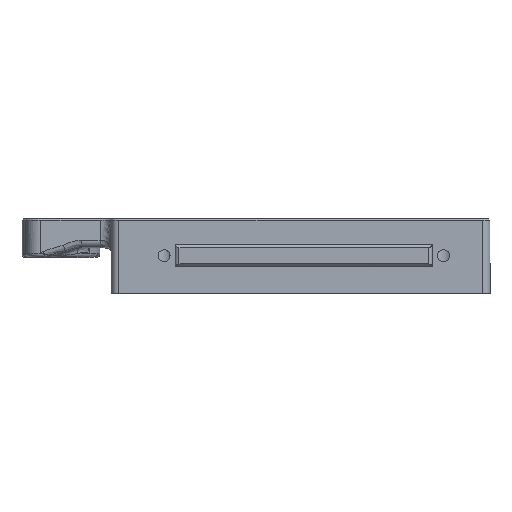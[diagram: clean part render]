
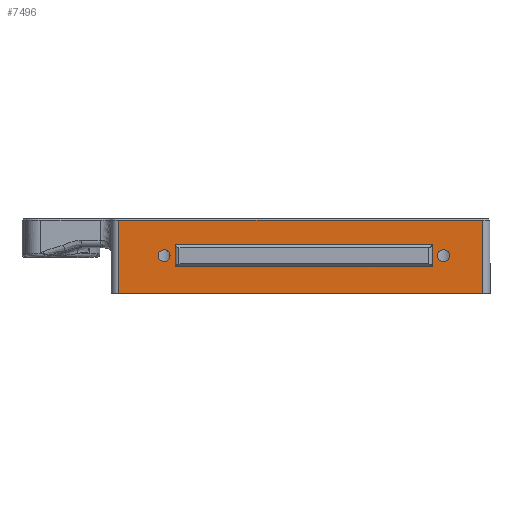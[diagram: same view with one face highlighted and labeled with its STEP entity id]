
A CAD part, top view. The second image highlights one B-rep face of the part: STEP entity #7496.
In plain terms, the highlighted planar face has unit normal (0, 0, 1).
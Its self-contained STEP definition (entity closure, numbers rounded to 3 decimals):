
#53=FACE_BOUND('',#1394,.T.);
#54=FACE_BOUND('',#1395,.T.);
#55=FACE_BOUND('',#1396,.T.);
#529=PLANE('',#8261);
#950=FACE_OUTER_BOUND('',#1393,.T.);
#1393=EDGE_LOOP('',(#6978,#6979,#6980,#6981));
#1394=EDGE_LOOP('',(#6982));
#1395=EDGE_LOOP('',(#6983,#6984,#6985,#6986));
#1396=EDGE_LOOP('',(#6987));
#1620=CIRCLE('',#7875,1.6);
#1658=CIRCLE('',#7978,1.6);
#1968=LINE('',#13126,#2611);
#1975=LINE('',#13146,#2618);
#1991=LINE('',#13193,#2634);
#1992=LINE('',#13197,#2635);
#2068=LINE('',#13410,#2711);
#2094=LINE('',#13483,#2737);
#2351=LINE('',#14097,#2994);
#2352=LINE('',#14099,#2995);
#2611=VECTOR('',#9196,10.);
#2618=VECTOR('',#9217,10.);
#2634=VECTOR('',#9265,10.);
#2635=VECTOR('',#9272,10.);
#2711=VECTOR('',#9508,10.);
#2737=VECTOR('',#9588,10.);
#2994=VECTOR('',#10405,10.);
#2995=VECTOR('',#10408,10.);
#3497=VERTEX_POINT('',#13122);
#3498=VERTEX_POINT('',#13124);
#3503=VERTEX_POINT('',#13143);
#3504=VERTEX_POINT('',#13145);
#3518=VERTEX_POINT('',#13191);
#3519=VERTEX_POINT('',#13192);
#3520=VERTEX_POINT('',#13199);
#3574=VERTEX_POINT('',#13406);
#3576=VERTEX_POINT('',#13409);
#3595=VERTEX_POINT('',#13477);
#4294=EDGE_CURVE('',#3497,#3498,#1968,.T.);
#4303=EDGE_CURVE('',#3504,#3503,#1975,.T.);
#4326=EDGE_CURVE('',#3518,#3519,#1991,.T.);
#4329=EDGE_CURVE('',#3503,#3518,#1992,.T.);
#4330=EDGE_CURVE('',#3520,#3520,#1620,.T.);
#4434=EDGE_CURVE('',#3574,#3576,#2068,.T.);
#4468=EDGE_CURVE('',#3595,#3595,#1658,.T.);
#4471=EDGE_CURVE('',#3519,#3504,#2094,.T.);
#4778=EDGE_CURVE('',#3576,#3498,#2351,.T.);
#4779=EDGE_CURVE('',#3497,#3574,#2352,.T.);
#6978=ORIENTED_EDGE('',*,*,#4294,.T.);
#6979=ORIENTED_EDGE('',*,*,#4778,.F.);
#6980=ORIENTED_EDGE('',*,*,#4434,.F.);
#6981=ORIENTED_EDGE('',*,*,#4779,.F.);
#6982=ORIENTED_EDGE('',*,*,#4330,.T.);
#6983=ORIENTED_EDGE('',*,*,#4326,.T.);
#6984=ORIENTED_EDGE('',*,*,#4471,.T.);
#6985=ORIENTED_EDGE('',*,*,#4303,.T.);
#6986=ORIENTED_EDGE('',*,*,#4329,.T.);
#6987=ORIENTED_EDGE('',*,*,#4468,.T.);
#7496=ADVANCED_FACE('',(#950,#53,#54,#55),#529,.T.);
#7875=AXIS2_PLACEMENT_3D('',#13200,#9275,#9276);
#7978=AXIS2_PLACEMENT_3D('',#13478,#9581,#9582);
#8261=AXIS2_PLACEMENT_3D('',#14098,#10406,#10407);
#9196=DIRECTION('',(0.,-1.,0.));
#9217=DIRECTION('',(-1.,0.,0.));
#9265=DIRECTION('',(1.,0.,0.));
#9272=DIRECTION('',(0.,1.,0.));
#9275=DIRECTION('center_axis',(0.,0.,
-1.));
#9276=DIRECTION('ref_axis',(-1.,0.,0.));
#9508=DIRECTION('',(0.,-1.,0.));
#9581=DIRECTION('center_axis',(0.,0.,
-1.));
#9582=DIRECTION('ref_axis',(-1.,0.,0.));
#9588=DIRECTION('',(0.,-1.,0.));
#10405=DIRECTION('',(-1.,0.,0.));
#10406=DIRECTION('center_axis',(0.,0.,
1.));
#10407=DIRECTION('ref_axis',(1.,0.,0.));
#10408=DIRECTION('',(1.,0.,0.));
#13122=CARTESIAN_POINT('',(17.8,-18.4,-58.096));
#13124=CARTESIAN_POINT('',(17.8,-38.,-58.096));
#13126=CARTESIAN_POINT('',(17.8,-33.199,-58.096));
#13143=CARTESIAN_POINT('',(33.,-31.,-58.096));
#13145=CARTESIAN_POINT('',(102.,-31.,-58.096));
#13146=CARTESIAN_POINT('',(24.4,-31.,-58.096));
#13191=CARTESIAN_POINT('',(33.,-25.,-58.096));
#13192=CARTESIAN_POINT('',(102.,-25.,-58.096));
#13193=CARTESIAN_POINT('',(33.9,-25.,-58.096));
#13197=CARTESIAN_POINT('',(33.,-31.5,-58.096));
#13199=CARTESIAN_POINT('',(31.6,-28.,-58.096));
#13200=CARTESIAN_POINT('Origin',(30.,-28.,-58.096));
#13406=CARTESIAN_POINT('',(115.5,-18.4,-58.096));
#13409=CARTESIAN_POINT('',(115.5,-38.,-58.096));
#13410=CARTESIAN_POINT('',(115.5,-38.,-58.096));
#13477=CARTESIAN_POINT('',(106.6,-28.,-58.096));
#13478=CARTESIAN_POINT('Origin',(105.,-28.,-58.096));
#13483=CARTESIAN_POINT('',(102.,-34.5,-58.096));
#14097=CARTESIAN_POINT('',(69.5,-38.,-58.096));
#14098=CARTESIAN_POINT('Origin',(15.8,-38.,-58.096));
#14099=CARTESIAN_POINT('',(21.4,-18.4,-58.096));
